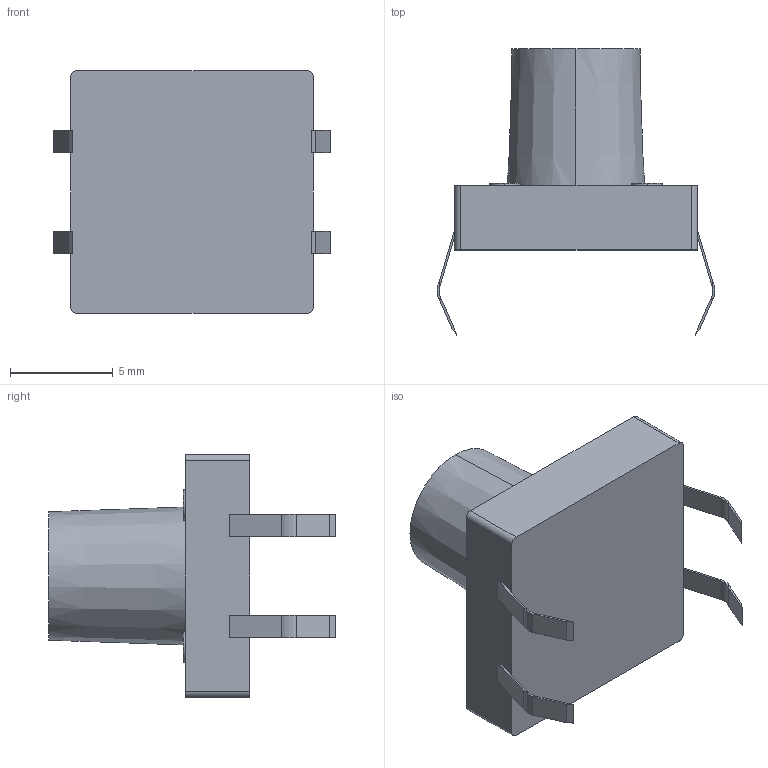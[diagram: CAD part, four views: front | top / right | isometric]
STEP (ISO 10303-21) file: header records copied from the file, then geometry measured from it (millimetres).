
FILE_DESCRIPTION (( 'STEP AP214' ), '1' );
FILE_NAME ('AB43E746-DC78-4300-ACB3-E65E3965E9D6.STEP', '2022-09-29T11:48:41', ( '' ), ( '' ), 'SwSTEP 2.0', 'SolidWorks 2022', '' );
FILE_SCHEMA (( 'AUTOMOTIVE_DESIGN' ));
Length unit declared in the file: millimetre
Products named in the file (1): AB43E746-DC78-4300-ACB3-E65E3965E9D6
Bounding box: 13.53 x 13.95 x 11.83 mm (x, y, z)
Volume: 659.1 mm3; surface area: 650.2 mm2
Topology: 1 solids, 1 shells, 99 faces, 223 edges, 138 vertices
Faces by surface type: plane 71, cylinder 18, cone 10
Entity records: 3719 total; most frequent: DIRECTION 479, CARTESIAN_POINT 461, ORIENTED_EDGE 446, EDGE_CURVE 223, VECTOR 167, LINE 167, AXIS2_PLACEMENT_3D 156, VERTEX_POINT 138
